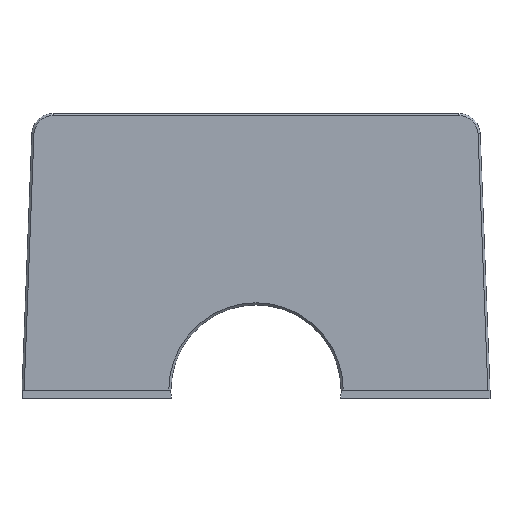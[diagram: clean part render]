
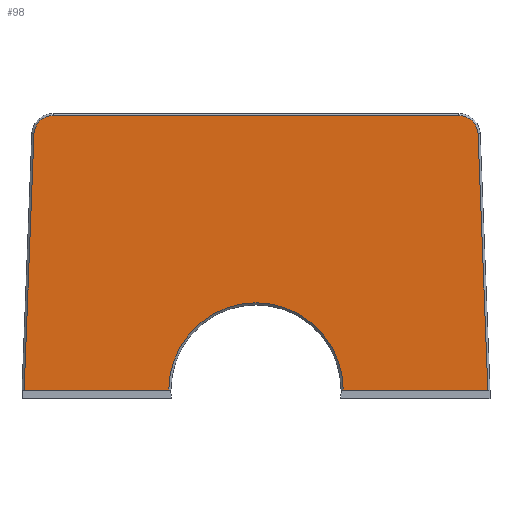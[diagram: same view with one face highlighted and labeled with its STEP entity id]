
A CAD part, top view. The second image highlights one B-rep face of the part: STEP entity #98.
In plain terms, the highlighted planar face has unit normal (0, 0, 1).
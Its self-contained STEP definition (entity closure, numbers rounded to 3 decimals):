
#98 = ADVANCED_FACE( '', ( #154 ), #155, .T. );
#154 = FACE_OUTER_BOUND( '', #218, .T. );
#155 = PLANE( '', #219 );
#218 = EDGE_LOOP( '', ( #417, #418, #419, #420, #421, #422, #423, #424 ) );
#219 = AXIS2_PLACEMENT_3D( '', #425, #426, #427 );
#417 = ORIENTED_EDGE( '', *, *, #554, .F. );
#418 = ORIENTED_EDGE( '', *, *, #555, .T. );
#419 = ORIENTED_EDGE( '', *, *, #556, .T. );
#420 = ORIENTED_EDGE( '', *, *, #557, .T. );
#421 = ORIENTED_EDGE( '', *, *, #521, .T. );
#422 = ORIENTED_EDGE( '', *, *, #519, .T. );
#423 = ORIENTED_EDGE( '', *, *, #488, .F. );
#424 = ORIENTED_EDGE( '', *, *, #553, .T. );
#425 = CARTESIAN_POINT( '', ( 0., -65., 10. ) );
#426 = DIRECTION( '', ( 0., 0., 1. ) );
#427 = DIRECTION( '', ( 0., -1., 0. ) );
#488 = EDGE_CURVE( '', #566, #567, #568, .T. );
#519 = EDGE_CURVE( '', #620, #567, #621, .T. );
#521 = EDGE_CURVE( '', #623, #620, #624, .T. );
#553 = EDGE_CURVE( '', #566, #672, #674, .F. );
#554 = EDGE_CURVE( '', #675, #672, #676, .T. );
#555 = EDGE_CURVE( '', #675, #677, #678, .T. );
#556 = EDGE_CURVE( '', #677, #679, #680, .T. );
#557 = EDGE_CURVE( '', #679, #623, #681, .T. );
#566 = VERTEX_POINT( '', #692 );
#567 = VERTEX_POINT( '', #693 );
#568 = LINE( '', #694, #695 );
#620 = VERTEX_POINT( '', #772 );
#621 = LINE( '', #773, #774 );
#623 = VERTEX_POINT( '', #777 );
#624 = CIRCLE( '', #778, 9. );
#672 = VERTEX_POINT( '', #849 );
#674 = CIRCLE( '', #852, 41. );
#675 = VERTEX_POINT( '', #853 );
#676 = LINE( '', #854, #855 );
#677 = VERTEX_POINT( '', #856 );
#678 = LINE( '', #857, #858 );
#679 = VERTEX_POINT( '', #859 );
#680 = CIRCLE( '', #860, 9. );
#681 = LINE( '', #861, #862 );
#692 = CARTESIAN_POINT( '', ( -41., -65., 10. ) );
#693 = CARTESIAN_POINT( '', ( -108.999, -65., 10. ) );
#694 = CARTESIAN_POINT( '', ( -40., -65., 10. ) );
#695 = VECTOR( '', #880, 1000. );
#772 = CARTESIAN_POINT( '', ( -104.371, 55.346, 10. ) );
#773 = CARTESIAN_POINT( '', ( -108.838, -60.814, 10. ) );
#774 = VECTOR( '', #921, 1000. );
#777 = CARTESIAN_POINT( '', ( -95.377, 64., 10. ) );
#778 = AXIS2_PLACEMENT_3D( '', #923, #924, #925 );
#849 = CARTESIAN_POINT( '', ( 41., -65., 10. ) );
#852 = AXIS2_PLACEMENT_3D( '', #971, #972, #973 );
#853 = CARTESIAN_POINT( '', ( 108.999, -65., 10. ) );
#854 = CARTESIAN_POINT( '', ( 110., -65., 10. ) );
#855 = VECTOR( '', #974, 1000. );
#856 = CARTESIAN_POINT( '', ( 104.371, 55.346, 10. ) );
#857 = CARTESIAN_POINT( '', ( 108.838, -60.814, 10. ) );
#858 = VECTOR( '', #975, 1000. );
#859 = CARTESIAN_POINT( '', ( 95.377, 64., 10. ) );
#860 = AXIS2_PLACEMENT_3D( '', #976, #977, #978 );
#861 = CARTESIAN_POINT( '', ( 0., 64., 10. ) );
#862 = VECTOR( '', #979, 1000. );
#880 = DIRECTION( '', ( -1., 0., 0. ) );
#921 = DIRECTION( '', ( -0.038, -0.999, 0. ) );
#923 = CARTESIAN_POINT( '', ( -95.377, 55., 10. ) );
#924 = DIRECTION( '', ( 0., 0., 1. ) );
#925 = DIRECTION( '', ( 1., 0., 0. ) );
#971 = CARTESIAN_POINT( '', ( 0., -65., 10. ) );
#972 = DIRECTION( '', ( 0., 0., 1. ) );
#973 = DIRECTION( '', ( 1., 0., 0. ) );
#974 = DIRECTION( '', ( -1., 0., 0. ) );
#975 = DIRECTION( '', ( -0.038, 0.999, 0. ) );
#976 = CARTESIAN_POINT( '', ( 95.377, 55., 10. ) );
#977 = DIRECTION( '', ( 0., 0., 1. ) );
#978 = DIRECTION( '', ( 1., 0., 0. ) );
#979 = DIRECTION( '', ( -1., 0., 0. ) );
